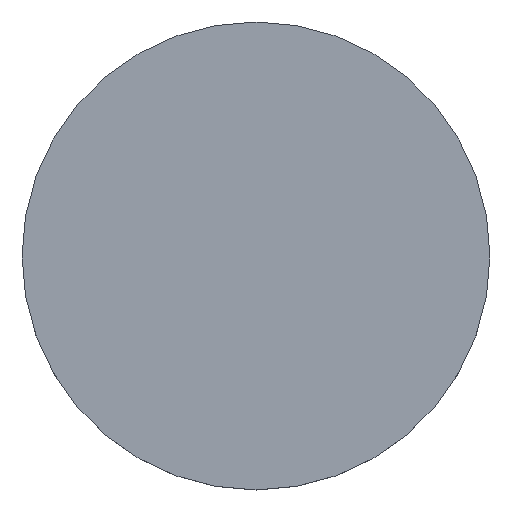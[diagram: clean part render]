
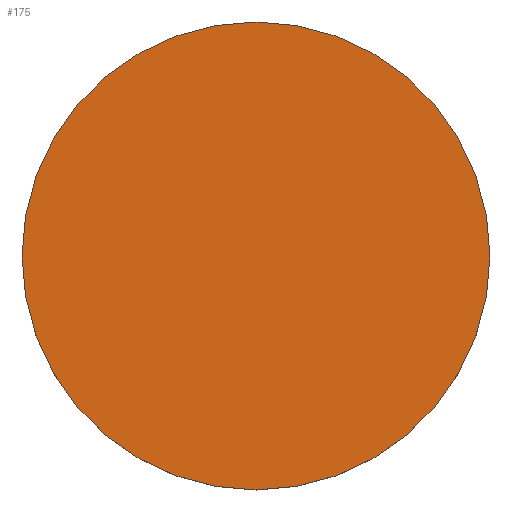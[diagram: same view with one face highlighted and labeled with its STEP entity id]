
A CAD part, top view. The second image highlights one B-rep face of the part: STEP entity #175.
In plain terms, the highlighted planar face has unit normal (0, 0, 1).
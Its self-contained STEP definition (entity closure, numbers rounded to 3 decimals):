
#1 = CARTESIAN_POINT ( 'NONE',  ( 0., 0., 5. ) ) ;
#18 = AXIS2_PLACEMENT_3D ( 'NONE', #1, #129, #44 ) ;
#29 = FACE_OUTER_BOUND ( 'NONE', #35, .T. ) ;
#34 = CIRCLE ( 'NONE', #134, 25.4 ) ;
#35 = EDGE_LOOP ( 'NONE', ( #62, #207 ) ) ;
#38 = CARTESIAN_POINT ( 'NONE',  ( 0., 0., 5. ) ) ;
#39 = CARTESIAN_POINT ( 'NONE',  ( 0., 52.02, 5. ) ) ;
#43 = VERTEX_POINT ( 'NONE', #164 ) ;
#44 = DIRECTION ( 'NONE',  ( 1., 0., 0. ) ) ;
#62 = ORIENTED_EDGE ( 'NONE', *, *, #225, .F. ) ;
#71 = DIRECTION ( 'NONE',  ( 1., 0., 0. ) ) ;
#75 = PLANE ( 'NONE',  #198 ) ;
#129 = DIRECTION ( 'NONE',  ( 0., 0., -1. ) ) ;
#134 = AXIS2_PLACEMENT_3D ( 'NONE', #38, #166, #201 ) ;
#137 = EDGE_CURVE ( 'NONE', #174, #43, #34, .T. ) ;
#162 = CARTESIAN_POINT ( 'NONE',  ( -25.4, 0., 5. ) ) ;
#164 = CARTESIAN_POINT ( 'NONE',  ( 25.4, 0., 5. ) ) ;
#166 = DIRECTION ( 'NONE',  ( 0., 0., -1. ) ) ;
#174 = VERTEX_POINT ( 'NONE', #162 ) ;
#175 = ADVANCED_FACE ( 'NONE', ( #29 ), #75, .T. ) ;
#198 = AXIS2_PLACEMENT_3D ( 'NONE', #39, #234, #71 ) ;
#201 = DIRECTION ( 'NONE',  ( 1., 0., 0. ) ) ;
#207 = ORIENTED_EDGE ( 'NONE', *, *, #137, .F. ) ;
#212 = CIRCLE ( 'NONE', #18, 25.4 ) ;
#225 = EDGE_CURVE ( 'NONE', #43, #174, #212, .T. ) ;
#234 = DIRECTION ( 'NONE',  ( 0., 0., 1. ) ) ;
